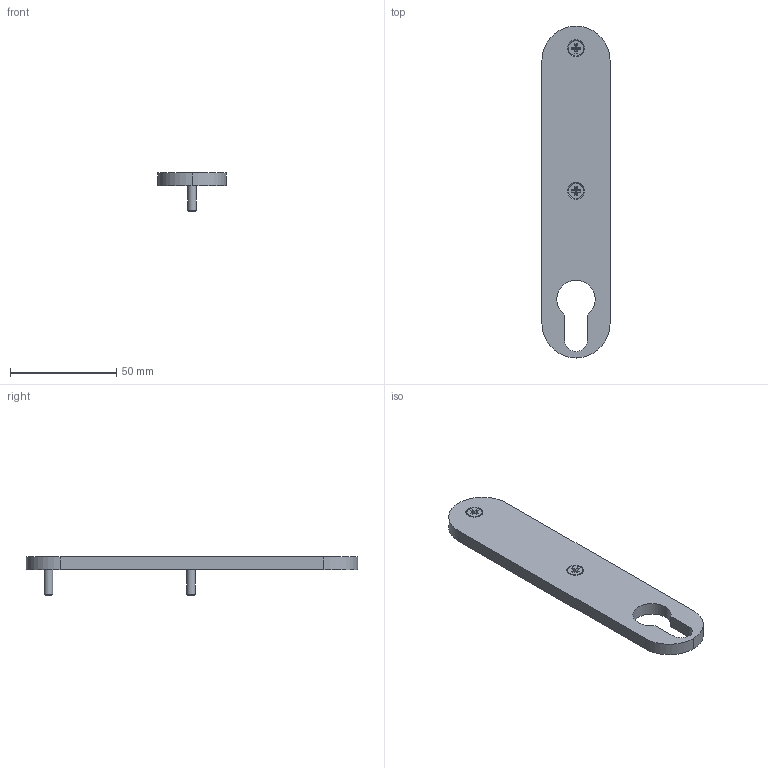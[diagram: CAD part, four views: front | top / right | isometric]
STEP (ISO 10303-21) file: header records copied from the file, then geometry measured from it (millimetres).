
FILE_DESCRIPTION (( 'STEP AP203' ), '1' );
FILE_NAME ('15057-240.step', '2022-07-06T11:35:16', ( '' ), ( '' ), 'SwSTEP 2.0', 'SolidWorks 2018', '' );
FILE_SCHEMA (( 'CONFIG_CONTROL_DESIGN' ));
Length unit declared in the file: millimetre
Products named in the file (3): 15057-240; 58371-240-18_58371-240-18; Lang und Kurzschild Teil1 Konfig_15057-240 Teil1
Assembly tree (3 placements, depth 2):
  15057-240
    Lang und Kurzschild Teil1 Konfig_15057-240 Teil1
    58371-240-18_58371-240-18  x2
Bounding box: 32 x 156 x 18 mm (x, y, z)
Volume: 26401 mm3; surface area: 12078.5 mm2
Topology: 3 solids, 3 shells, 313 faces, 831 edges, 550 vertices
Faces by surface type: plane 183, bspline 108, cylinder 14, cone 8
Full cylindrical faces by diameter (mm): 3.6 x2, 4 x2, 4.5 x2, 7.2 x2
Entity records: 14714 total; most frequent: CARTESIAN_POINT 7825, ORIENTED_EDGE 1544, DIRECTION 961, EDGE_CURVE 772, LINE 531, VECTOR 531, VERTEX_POINT 519, EDGE_LOOP 333
